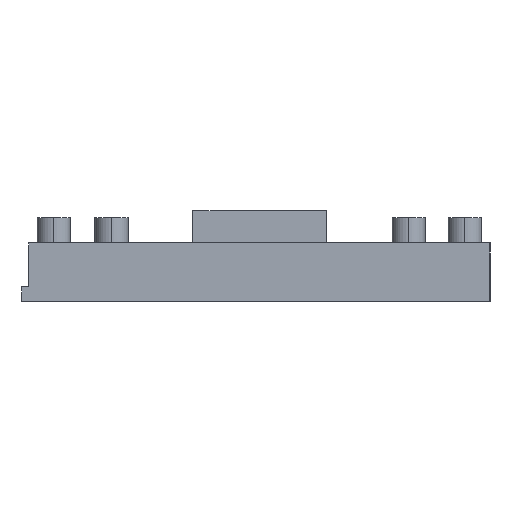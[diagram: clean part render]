
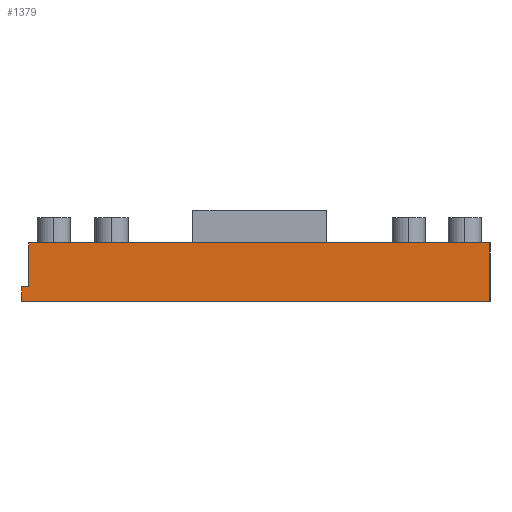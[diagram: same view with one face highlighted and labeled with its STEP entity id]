
A CAD part, left-side view. The second image highlights one B-rep face of the part: STEP entity #1379.
In plain terms, the highlighted planar face has unit normal (-1, 0, 0).
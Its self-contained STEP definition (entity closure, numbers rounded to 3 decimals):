
#298=DIRECTION('',(0.,0.,-1.));
#299=VECTOR('',#298,2.35);
#300=CARTESIAN_POINT('',(-60.5,39.2,-1.965));
#301=LINE('',#300,#299);
#310=DIRECTION('',(0.,0.,-1.));
#311=VECTOR('',#310,7.25);
#312=CARTESIAN_POINT('',(-60.5,38.1,5.285));
#313=LINE('',#312,#311);
#314=DIRECTION('',(0.,1.,0.));
#315=VECTOR('',#314,76.1);
#316=CARTESIAN_POINT('',(-60.5,-38.,5.285));
#317=LINE('',#316,#315);
#318=DIRECTION('',(0.,0.,-1.));
#319=VECTOR('',#318,9.6);
#320=CARTESIAN_POINT('',(-60.5,-38.,5.285));
#321=LINE('',#320,#319);
#322=DIRECTION('',(0.,1.,0.));
#323=VECTOR('',#322,77.2);
#324=CARTESIAN_POINT('',(-60.5,-38.,-4.315));
#325=LINE('',#324,#323);
#326=DIRECTION('',(0.,-1.,0.));
#327=VECTOR('',#326,1.1);
#328=CARTESIAN_POINT('',(-60.5,39.2,-1.965));
#329=LINE('',#328,#327);
#814=CARTESIAN_POINT('',(-60.5,-38.,-4.315));
#815=VERTEX_POINT('',#814);
#816=CARTESIAN_POINT('',(-60.5,39.2,-4.315));
#817=VERTEX_POINT('',#816);
#819=CARTESIAN_POINT('',(-60.5,-38.,5.285));
#821=VERTEX_POINT('',#819);
#828=CARTESIAN_POINT('',(-60.5,38.1,5.285));
#829=CARTESIAN_POINT('',(-60.5,38.1,-1.965));
#830=VERTEX_POINT('',#828);
#831=VERTEX_POINT('',#829);
#832=CARTESIAN_POINT('',(-60.5,39.2,-1.965));
#833=VERTEX_POINT('',#832);
#1366=CARTESIAN_POINT('',(-60.5,-38.,18.915));
#1367=DIRECTION('',(-1.,0.,0.));
#1368=DIRECTION('',(0.,1.,0.));
#1369=AXIS2_PLACEMENT_3D('',#1366,#1367,#1368);
#1370=PLANE('',#1369);
#1371=ORIENTED_EDGE('',*,*,#1086,.F.);
#1372=ORIENTED_EDGE('',*,*,#1102,.F.);
#1373=ORIENTED_EDGE('',*,*,#1310,.T.);
#1374=ORIENTED_EDGE('',*,*,#1323,.T.);
#1375=ORIENTED_EDGE('',*,*,#1346,.F.);
#1376=ORIENTED_EDGE('',*,*,#1360,.T.);
#1377=EDGE_LOOP('',(#1371,#1372,#1373,#1374,#1375,#1376));
#1378=FACE_OUTER_BOUND('',#1377,.F.);
#1379=ADVANCED_FACE('',(#1378),#1370,.T.);
#1086=EDGE_CURVE('',#830,#831,#313,.T.);
#1102=EDGE_CURVE('',#821,#830,#317,.T.);
#1310=EDGE_CURVE('',#821,#815,#321,.T.);
#1323=EDGE_CURVE('',#815,#817,#325,.T.);
#1346=EDGE_CURVE('',#833,#817,#301,.T.);
#1360=EDGE_CURVE('',#833,#831,#329,.T.);
